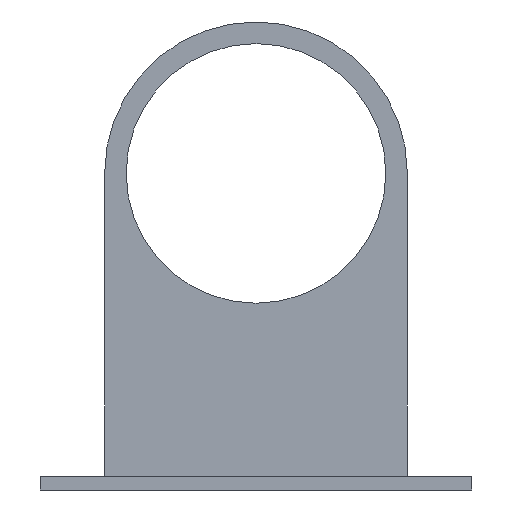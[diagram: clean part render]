
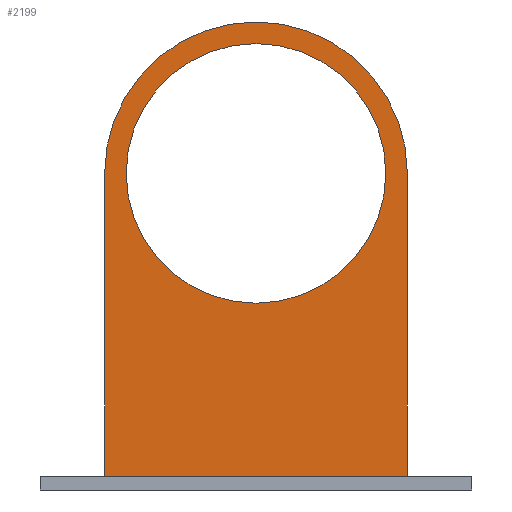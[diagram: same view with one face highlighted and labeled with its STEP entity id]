
A CAD part, front view. The second image highlights one B-rep face of the part: STEP entity #2199.
In plain terms, the highlighted planar face has unit normal (0, -1, 0).
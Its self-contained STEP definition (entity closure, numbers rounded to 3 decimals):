
#1676 = PLANE('',#1677);
#1677 = AXIS2_PLACEMENT_3D('',#1678,#1679,#1680);
#1678 = CARTESIAN_POINT('',(-50.,-100.,1.6));
#1679 = DIRECTION('',(0.,0.,1.));
#1680 = DIRECTION('',(1.,0.,0.));
#1818 = VERTEX_POINT('',#1819);
#1819 = CARTESIAN_POINT('',(-35.099,-26.495,1.6));
#1833 = PLANE('',#1834);
#1834 = AXIS2_PLACEMENT_3D('',#1835,#1836,#1837);
#1835 = CARTESIAN_POINT('',(-35.099,-5.,-33.499));
#1836 = DIRECTION('',(1.,0.,0.));
#1837 = DIRECTION('',(0.,-1.,0.));
#1874 = VERTEX_POINT('',#1875);
#1875 = CARTESIAN_POINT('',(35.099,-26.495,1.6));
#1889 = PLANE('',#1890);
#1890 = AXIS2_PLACEMENT_3D('',#1891,#1892,#1893);
#1891 = CARTESIAN_POINT('',(35.099,-5.,-33.499));
#1892 = DIRECTION('',(1.,0.,0.));
#1893 = DIRECTION('',(0.,-1.,0.));
#1901 = EDGE_CURVE('',#1818,#1874,#1902,.T.);
#1902 = SURFACE_CURVE('',#1903,(#1907,#1914),.PCURVE_S1.);
#1903 = LINE('',#1904,#1905);
#1904 = CARTESIAN_POINT('',(0.,-26.495,1.6));
#1905 = VECTOR('',#1906,1.);
#1906 = DIRECTION('',(1.,0.,0.));
#1907 = PCURVE('',#1676,#1908);
#1908 = DEFINITIONAL_REPRESENTATION('',(#1909),#1913);
#1909 = LINE('',#1910,#1911);
#1910 = CARTESIAN_POINT('',(50.,73.505));
#1911 = VECTOR('',#1912,1.);
#1912 = DIRECTION('',(1.,0.));
#1913 = ( GEOMETRIC_REPRESENTATION_CONTEXT(2) 
PARAMETRIC_REPRESENTATION_CONTEXT() REPRESENTATION_CONTEXT('2D SPACE',''
  ) );
#1914 = PCURVE('',#1915,#1920);
#1915 = PLANE('',#1916);
#1916 = AXIS2_PLACEMENT_3D('',#1917,#1918,#1919);
#1917 = CARTESIAN_POINT('',(-35.099,-26.495,
    -33.499));
#1918 = DIRECTION('',(0.,-1.,0.));
#1919 = DIRECTION('',(1.,0.,0.));
#1920 = DEFINITIONAL_REPRESENTATION('',(#1921),#1925);
#1921 = LINE('',#1922,#1923);
#1922 = CARTESIAN_POINT('',(35.099,35.099));
#1923 = VECTOR('',#1924,1.);
#1924 = DIRECTION('',(1.,0.));
#1925 = ( GEOMETRIC_REPRESENTATION_CONTEXT(2) 
PARAMETRIC_REPRESENTATION_CONTEXT() REPRESENTATION_CONTEXT('2D SPACE',''
  ) );
#2127 = EDGE_CURVE('',#1818,#2128,#2130,.T.);
#2128 = VERTEX_POINT('',#2129);
#2129 = CARTESIAN_POINT('',(-35.099,-26.495,
    71.808));
#2130 = SURFACE_CURVE('',#2131,(#2135,#2142),.PCURVE_S1.);
#2131 = LINE('',#2132,#2133);
#2132 = CARTESIAN_POINT('',(-35.099,-26.495,
    -33.499));
#2133 = VECTOR('',#2134,1.);
#2134 = DIRECTION('',(0.,0.,1.));
#2135 = PCURVE('',#1833,#2136);
#2136 = DEFINITIONAL_REPRESENTATION('',(#2137),#2141);
#2137 = LINE('',#2138,#2139);
#2138 = CARTESIAN_POINT('',(21.495,0.));
#2139 = VECTOR('',#2140,1.);
#2140 = DIRECTION('',(0.,-1.));
#2141 = ( GEOMETRIC_REPRESENTATION_CONTEXT(2) 
PARAMETRIC_REPRESENTATION_CONTEXT() REPRESENTATION_CONTEXT('2D SPACE',''
  ) );
#2142 = PCURVE('',#1915,#2143);
#2143 = DEFINITIONAL_REPRESENTATION('',(#2144),#2148);
#2144 = LINE('',#2145,#2146);
#2145 = CARTESIAN_POINT('',(0.,0.));
#2146 = VECTOR('',#2147,1.);
#2147 = DIRECTION('',(0.,1.));
#2148 = ( GEOMETRIC_REPRESENTATION_CONTEXT(2) 
PARAMETRIC_REPRESENTATION_CONTEXT() REPRESENTATION_CONTEXT('2D SPACE',''
  ) );
#2188 = CYLINDRICAL_SURFACE('',#2189,35.089);
#2189 = AXIS2_PLACEMENT_3D('',#2190,#2191,#2192);
#2190 = CARTESIAN_POINT('',(-0.01,-5.,71.808));
#2191 = DIRECTION('',(0.,-1.,0.));
#2192 = DIRECTION('',(-1.,-0.,0.));
#2199 = ADVANCED_FACE('',(#2200,#2310),#1915,.T.);
#2200 = FACE_BOUND('',#2201,.T.);
#2201 = EDGE_LOOP('',(#2202,#2203,#2204,#2227,#2256,#2284));
#2202 = ORIENTED_EDGE('',*,*,#2127,.F.);
#2203 = ORIENTED_EDGE('',*,*,#1901,.T.);
#2204 = ORIENTED_EDGE('',*,*,#2205,.T.);
#2205 = EDGE_CURVE('',#1874,#2206,#2208,.T.);
#2206 = VERTEX_POINT('',#2207);
#2207 = CARTESIAN_POINT('',(35.099,-26.495,
    71.808));
#2208 = SURFACE_CURVE('',#2209,(#2213,#2220),.PCURVE_S1.);
#2209 = LINE('',#2210,#2211);
#2210 = CARTESIAN_POINT('',(35.099,-26.495,
    -33.499));
#2211 = VECTOR('',#2212,1.);
#2212 = DIRECTION('',(0.,0.,1.));
#2213 = PCURVE('',#1915,#2214);
#2214 = DEFINITIONAL_REPRESENTATION('',(#2215),#2219);
#2215 = LINE('',#2216,#2217);
#2216 = CARTESIAN_POINT('',(70.198,0.));
#2217 = VECTOR('',#2218,1.);
#2218 = DIRECTION('',(0.,1.));
#2219 = ( GEOMETRIC_REPRESENTATION_CONTEXT(2) 
PARAMETRIC_REPRESENTATION_CONTEXT() REPRESENTATION_CONTEXT('2D SPACE',''
  ) );
#2220 = PCURVE('',#1889,#2221);
#2221 = DEFINITIONAL_REPRESENTATION('',(#2222),#2226);
#2222 = LINE('',#2223,#2224);
#2223 = CARTESIAN_POINT('',(21.495,0.));
#2224 = VECTOR('',#2225,1.);
#2225 = DIRECTION('',(0.,-1.));
#2226 = ( GEOMETRIC_REPRESENTATION_CONTEXT(2) 
PARAMETRIC_REPRESENTATION_CONTEXT() REPRESENTATION_CONTEXT('2D SPACE',''
  ) );
#2227 = ORIENTED_EDGE('',*,*,#2228,.T.);
#2228 = EDGE_CURVE('',#2206,#2229,#2231,.T.);
#2229 = VERTEX_POINT('',#2230);
#2230 = CARTESIAN_POINT('',(0.01,-26.495,
    106.896));
#2231 = SURFACE_CURVE('',#2232,(#2237,#2244),.PCURVE_S1.);
#2232 = CIRCLE('',#2233,35.089);
#2233 = AXIS2_PLACEMENT_3D('',#2234,#2235,#2236);
#2234 = CARTESIAN_POINT('',(0.01,-26.495,
    71.808));
#2235 = DIRECTION('',(0.,-1.,0.));
#2236 = DIRECTION('',(0.,-0.,-1.));
#2237 = PCURVE('',#1915,#2238);
#2238 = DEFINITIONAL_REPRESENTATION('',(#2239),#2243);
#2239 = CIRCLE('',#2240,35.089);
#2240 = AXIS2_PLACEMENT_2D('',#2241,#2242);
#2241 = CARTESIAN_POINT('',(35.109,105.306));
#2242 = DIRECTION('',(0.,-1.));
#2243 = ( GEOMETRIC_REPRESENTATION_CONTEXT(2) 
PARAMETRIC_REPRESENTATION_CONTEXT() REPRESENTATION_CONTEXT('2D SPACE',''
  ) );
#2244 = PCURVE('',#2245,#2250);
#2245 = CYLINDRICAL_SURFACE('',#2246,35.089);
#2246 = AXIS2_PLACEMENT_3D('',#2247,#2248,#2249);
#2247 = CARTESIAN_POINT('',(0.01,-5.,71.808));
#2248 = DIRECTION('',(0.,-1.,0.));
#2249 = DIRECTION('',(1.,0.,0.));
#2250 = DEFINITIONAL_REPRESENTATION('',(#2251),#2255);
#2251 = LINE('',#2252,#2253);
#2252 = CARTESIAN_POINT('',(-1.571,21.495));
#2253 = VECTOR('',#2254,1.);
#2254 = DIRECTION('',(1.,0.));
#2255 = ( GEOMETRIC_REPRESENTATION_CONTEXT(2) 
PARAMETRIC_REPRESENTATION_CONTEXT() REPRESENTATION_CONTEXT('2D SPACE',''
  ) );
#2256 = ORIENTED_EDGE('',*,*,#2257,.F.);
#2257 = EDGE_CURVE('',#2258,#2229,#2260,.T.);
#2258 = VERTEX_POINT('',#2259);
#2259 = CARTESIAN_POINT('',(-0.01,-26.495,
    106.896));
#2260 = SURFACE_CURVE('',#2261,(#2265,#2272),.PCURVE_S1.);
#2261 = LINE('',#2262,#2263);
#2262 = CARTESIAN_POINT('',(-35.099,-26.495,
    106.896));
#2263 = VECTOR('',#2264,1.);
#2264 = DIRECTION('',(1.,0.,0.));
#2265 = PCURVE('',#1915,#2266);
#2266 = DEFINITIONAL_REPRESENTATION('',(#2267),#2271);
#2267 = LINE('',#2268,#2269);
#2268 = CARTESIAN_POINT('',(0.,140.395));
#2269 = VECTOR('',#2270,1.);
#2270 = DIRECTION('',(1.,0.));
#2271 = ( GEOMETRIC_REPRESENTATION_CONTEXT(2) 
PARAMETRIC_REPRESENTATION_CONTEXT() REPRESENTATION_CONTEXT('2D SPACE',''
  ) );
#2272 = PCURVE('',#2273,#2278);
#2273 = PLANE('',#2274);
#2274 = AXIS2_PLACEMENT_3D('',#2275,#2276,#2277);
#2275 = CARTESIAN_POINT('',(-35.099,-5.,106.896));
#2276 = DIRECTION('',(0.,0.,1.));
#2277 = DIRECTION('',(0.,-1.,0.));
#2278 = DEFINITIONAL_REPRESENTATION('',(#2279),#2283);
#2279 = LINE('',#2280,#2281);
#2280 = CARTESIAN_POINT('',(21.495,0.));
#2281 = VECTOR('',#2282,1.);
#2282 = DIRECTION('',(0.,1.));
#2283 = ( GEOMETRIC_REPRESENTATION_CONTEXT(2) 
PARAMETRIC_REPRESENTATION_CONTEXT() REPRESENTATION_CONTEXT('2D SPACE',''
  ) );
#2284 = ORIENTED_EDGE('',*,*,#2285,.F.);
#2285 = EDGE_CURVE('',#2128,#2258,#2286,.T.);
#2286 = SURFACE_CURVE('',#2287,(#2292,#2303),.PCURVE_S1.);
#2287 = CIRCLE('',#2288,35.089);
#2288 = AXIS2_PLACEMENT_3D('',#2289,#2290,#2291);
#2289 = CARTESIAN_POINT('',(-0.01,-26.495,
    71.808));
#2290 = DIRECTION('',(-0.,1.,0.));
#2291 = DIRECTION('',(0.,0.,-1.));
#2292 = PCURVE('',#1915,#2293);
#2293 = DEFINITIONAL_REPRESENTATION('',(#2294),#2302);
#2294 = ( BOUNDED_CURVE() B_SPLINE_CURVE(2,(#2295,#2296,#2297,#2298,
#2299,#2300,#2301),.UNSPECIFIED.,.T.,.F.) B_SPLINE_CURVE_WITH_KNOTS((1,2
    ,2,2,2,1),(-2.094,0.,2.094,4.189,
6.283,8.378),.UNSPECIFIED.) CURVE() 
GEOMETRIC_REPRESENTATION_ITEM() RATIONAL_B_SPLINE_CURVE((1.,0.5,1.,0.5,
1.,0.5,1.)) REPRESENTATION_ITEM('') );
#2295 = CARTESIAN_POINT('',(35.089,70.218));
#2296 = CARTESIAN_POINT('',(-25.687,70.218));
#2297 = CARTESIAN_POINT('',(4.701,122.851));
#2298 = CARTESIAN_POINT('',(35.089,175.484));
#2299 = CARTESIAN_POINT('',(65.477,122.851));
#2300 = CARTESIAN_POINT('',(95.864,70.218));
#2301 = CARTESIAN_POINT('',(35.089,70.218));
#2302 = ( GEOMETRIC_REPRESENTATION_CONTEXT(2) 
PARAMETRIC_REPRESENTATION_CONTEXT() REPRESENTATION_CONTEXT('2D SPACE',''
  ) );
#2303 = PCURVE('',#2188,#2304);
#2304 = DEFINITIONAL_REPRESENTATION('',(#2305),#2309);
#2305 = LINE('',#2306,#2307);
#2306 = CARTESIAN_POINT('',(1.571,21.495));
#2307 = VECTOR('',#2308,1.);
#2308 = DIRECTION('',(-1.,0.));
#2309 = ( GEOMETRIC_REPRESENTATION_CONTEXT(2) 
PARAMETRIC_REPRESENTATION_CONTEXT() REPRESENTATION_CONTEXT('2D SPACE',''
  ) );
#2310 = FACE_BOUND('',#2311,.T.);
#2311 = EDGE_LOOP('',(#2312));
#2312 = ORIENTED_EDGE('',*,*,#2313,.T.);
#2313 = EDGE_CURVE('',#2314,#2314,#2316,.T.);
#2314 = VERTEX_POINT('',#2315);
#2315 = CARTESIAN_POINT('',(30.099,-26.495,
    71.798));
#2316 = SURFACE_CURVE('',#2317,(#2322,#2333),.PCURVE_S1.);
#2317 = CIRCLE('',#2318,30.099);
#2318 = AXIS2_PLACEMENT_3D('',#2319,#2320,#2321);
#2319 = CARTESIAN_POINT('',(0.,-26.495,71.798));
#2320 = DIRECTION('',(-0.,1.,0.));
#2321 = DIRECTION('',(1.,0.,0.));
#2322 = PCURVE('',#1915,#2323);
#2323 = DEFINITIONAL_REPRESENTATION('',(#2324),#2332);
#2324 = ( BOUNDED_CURVE() B_SPLINE_CURVE(2,(#2325,#2326,#2327,#2328,
#2329,#2330,#2331),.UNSPECIFIED.,.T.,.F.) B_SPLINE_CURVE_WITH_KNOTS((1,2
    ,2,2,2,1),(-2.094,0.,2.094,4.189,
6.283,8.378),.UNSPECIFIED.) CURVE() 
GEOMETRIC_REPRESENTATION_ITEM() RATIONAL_B_SPLINE_CURVE((1.,0.5,1.,0.5,
1.,0.5,1.)) REPRESENTATION_ITEM('') );
#2325 = CARTESIAN_POINT('',(65.198,105.296));
#2326 = CARTESIAN_POINT('',(65.198,53.164));
#2327 = CARTESIAN_POINT('',(20.049,79.23));
#2328 = CARTESIAN_POINT('',(-25.099,105.296));
#2329 = CARTESIAN_POINT('',(20.049,131.363));
#2330 = CARTESIAN_POINT('',(65.198,157.429));
#2331 = CARTESIAN_POINT('',(65.198,105.296));
#2332 = ( GEOMETRIC_REPRESENTATION_CONTEXT(2) 
PARAMETRIC_REPRESENTATION_CONTEXT() REPRESENTATION_CONTEXT('2D SPACE',''
  ) );
#2333 = PCURVE('',#2334,#2339);
#2334 = CYLINDRICAL_SURFACE('',#2335,30.099);
#2335 = AXIS2_PLACEMENT_3D('',#2336,#2337,#2338);
#2336 = CARTESIAN_POINT('',(0.,89.549,71.798));
#2337 = DIRECTION('',(0.,1.,0.));
#2338 = DIRECTION('',(1.,0.,0.));
#2339 = DEFINITIONAL_REPRESENTATION('',(#2340),#2344);
#2340 = LINE('',#2341,#2342);
#2341 = CARTESIAN_POINT('',(-6.283,-116.044));
#2342 = VECTOR('',#2343,1.);
#2343 = DIRECTION('',(1.,-0.));
#2344 = ( GEOMETRIC_REPRESENTATION_CONTEXT(2) 
PARAMETRIC_REPRESENTATION_CONTEXT() REPRESENTATION_CONTEXT('2D SPACE',''
  ) );
